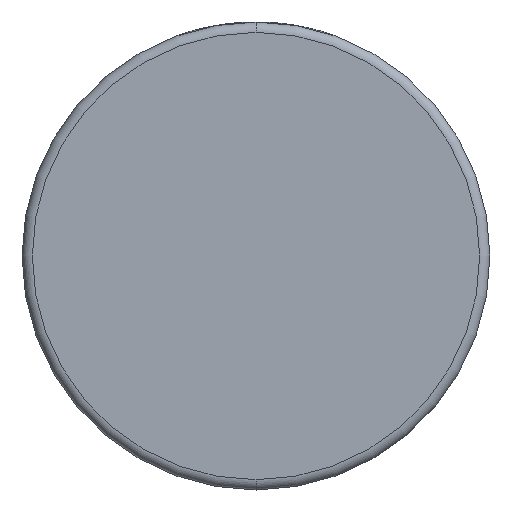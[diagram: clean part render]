
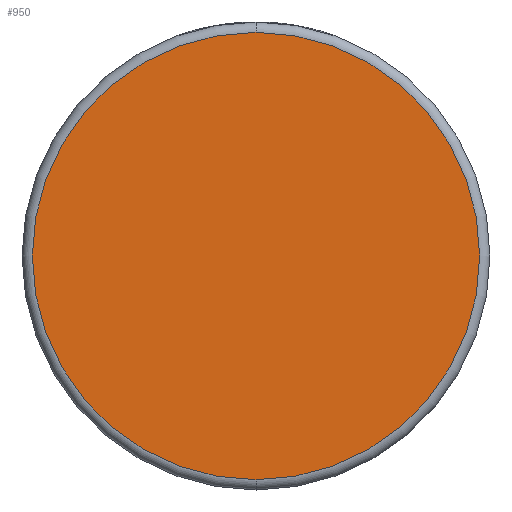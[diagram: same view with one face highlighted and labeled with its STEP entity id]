
A CAD part, front view. The second image highlights one B-rep face of the part: STEP entity #950.
In plain terms, the highlighted planar face has unit normal (0, -1, 0).
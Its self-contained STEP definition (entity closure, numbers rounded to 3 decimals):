
#103 = DIRECTION ( 'NONE',  ( 0., -1., 0. ) ) ;
#140 = DIRECTION ( 'NONE',  ( 0., 0., 1. ) ) ;
#219 = DIRECTION ( 'NONE',  ( 0., 1., 0. ) ) ;
#308 = AXIS2_PLACEMENT_3D ( 'NONE', #3722, #2083, #140 ) ;
#312 = ORIENTED_EDGE ( 'NONE', *, *, #4197, .T. ) ;
#453 = ORIENTED_EDGE ( 'NONE', *, *, #1781, .T. ) ;
#577 = CARTESIAN_POINT ( 'NONE',  ( 0., 0., -43.5 ) ) ;
#858 = CARTESIAN_POINT ( 'NONE',  ( 0., 0., 0. ) ) ;
#950 = ADVANCED_FACE ( 'NONE', ( #3820 ), #3777, .F. ) ;
#1077 = DIRECTION ( 'NONE',  ( 0., 0., 1. ) ) ;
#1661 = VERTEX_POINT ( 'NONE', #3008 ) ;
#1781 = EDGE_CURVE ( 'NONE', #1883, #1661, #2976, .T. ) ;
#1883 = VERTEX_POINT ( 'NONE', #577 ) ;
#2038 = CARTESIAN_POINT ( 'NONE',  ( 0., 0., 0. ) ) ;
#2083 = DIRECTION ( 'NONE',  ( 0., -1., 0. ) ) ;
#2200 = CIRCLE ( 'NONE', #3699, 43.5 ) ;
#2976 = CIRCLE ( 'NONE', #308, 43.5 ) ;
#3008 = CARTESIAN_POINT ( 'NONE',  ( 0., 0., 43.5 ) ) ;
#3153 = EDGE_LOOP ( 'NONE', ( #312, #453 ) ) ;
#3598 = AXIS2_PLACEMENT_3D ( 'NONE', #858, #219, #4146 ) ;
#3699 = AXIS2_PLACEMENT_3D ( 'NONE', #2038, #103, #1077 ) ;
#3722 = CARTESIAN_POINT ( 'NONE',  ( 0., 0., 0. ) ) ;
#3777 = PLANE ( 'NONE',  #3598 ) ;
#3820 = FACE_OUTER_BOUND ( 'NONE', #3153, .T. ) ;
#4146 = DIRECTION ( 'NONE',  ( 0., 0., 1. ) ) ;
#4197 = EDGE_CURVE ( 'NONE', #1661, #1883, #2200, .T. ) ;
